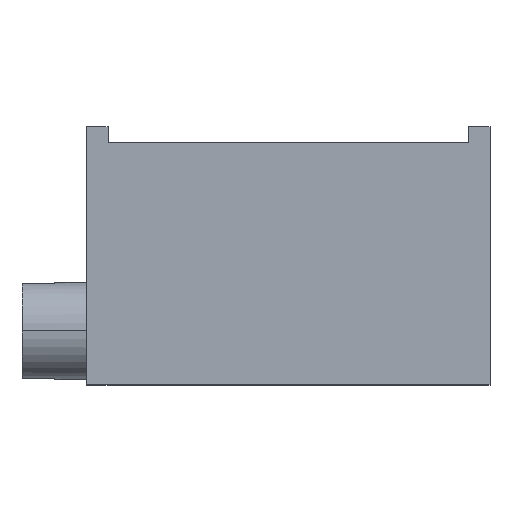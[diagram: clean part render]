
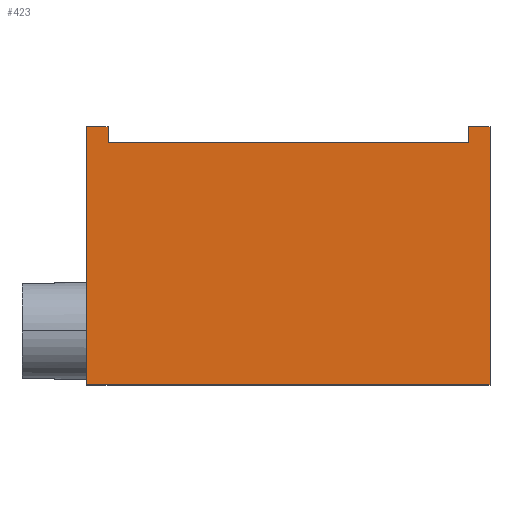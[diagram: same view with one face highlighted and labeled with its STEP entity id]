
A CAD part, top view. The second image highlights one B-rep face of the part: STEP entity #423.
In plain terms, the highlighted planar face has unit normal (0, 0, 1).
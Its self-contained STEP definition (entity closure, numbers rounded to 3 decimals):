
#32 = VERTEX_POINT('',#33);
#33 = CARTESIAN_POINT('',(33.544,95.59,9.634));
#39 = EDGE_CURVE('',#32,#40,#42,.T.);
#40 = VERTEX_POINT('',#41);
#41 = CARTESIAN_POINT('',(25.033,95.59,9.634));
#42 = LINE('',#43,#44);
#43 = CARTESIAN_POINT('',(33.544,95.59,9.634));
#44 = VECTOR('',#45,1.);
#45 = DIRECTION('',(-1.,0.,0.));
#157 = VERTEX_POINT('',#158);
#158 = CARTESIAN_POINT('',(34.051,89.875,9.634));
#166 = EDGE_CURVE('',#167,#157,#169,.T.);
#167 = VERTEX_POINT('',#168);
#168 = CARTESIAN_POINT('',(34.051,95.971,9.634));
#169 = LINE('',#170,#171);
#170 = CARTESIAN_POINT('',(34.051,95.971,9.634));
#171 = VECTOR('',#172,1.);
#172 = DIRECTION('',(0.,-1.,0.));
#254 = VERTEX_POINT('',#255);
#255 = CARTESIAN_POINT('',(24.526,89.875,9.634));
#261 = EDGE_CURVE('',#254,#157,#262,.T.);
#262 = LINE('',#263,#264);
#263 = CARTESIAN_POINT('',(24.526,89.875,9.634));
#264 = VECTOR('',#265,1.);
#265 = DIRECTION('',(1.,0.,0.));
#300 = EDGE_CURVE('',#301,#167,#303,.T.);
#301 = VERTEX_POINT('',#302);
#302 = CARTESIAN_POINT('',(33.544,95.971,9.634));
#303 = LINE('',#304,#305);
#304 = CARTESIAN_POINT('',(33.544,95.971,9.634));
#305 = VECTOR('',#306,1.);
#306 = DIRECTION('',(1.,0.,0.));
#323 = EDGE_CURVE('',#324,#326,#328,.T.);
#324 = VERTEX_POINT('',#325);
#325 = CARTESIAN_POINT('',(24.526,95.971,9.634));
#326 = VERTEX_POINT('',#327);
#327 = CARTESIAN_POINT('',(25.033,95.971,9.634));
#328 = LINE('',#329,#330);
#329 = CARTESIAN_POINT('',(24.526,95.971,9.634));
#330 = VECTOR('',#331,1.);
#331 = DIRECTION('',(1.,0.,0.));
#423 = ADVANCED_FACE('',(#424),#449,.T.);
#424 = FACE_BOUND('',#425,.F.);
#425 = EDGE_LOOP('',(#426,#427,#433,#434,#440,#441,#447,#448));
#426 = ORIENTED_EDGE('',*,*,#261,.F.);
#427 = ORIENTED_EDGE('',*,*,#428,.F.);
#428 = EDGE_CURVE('',#324,#254,#429,.T.);
#429 = LINE('',#430,#431);
#430 = CARTESIAN_POINT('',(24.526,95.971,9.634));
#431 = VECTOR('',#432,1.);
#432 = DIRECTION('',(0.,-1.,0.));
#433 = ORIENTED_EDGE('',*,*,#323,.T.);
#434 = ORIENTED_EDGE('',*,*,#435,.F.);
#435 = EDGE_CURVE('',#40,#326,#436,.T.);
#436 = LINE('',#437,#438);
#437 = CARTESIAN_POINT('',(25.033,95.59,9.634));
#438 = VECTOR('',#439,1.);
#439 = DIRECTION('',(0.,1.,0.));
#440 = ORIENTED_EDGE('',*,*,#39,.F.);
#441 = ORIENTED_EDGE('',*,*,#442,.T.);
#442 = EDGE_CURVE('',#32,#301,#443,.T.);
#443 = LINE('',#444,#445);
#444 = CARTESIAN_POINT('',(33.544,95.59,9.634));
#445 = VECTOR('',#446,1.);
#446 = DIRECTION('',(0.,1.,0.));
#447 = ORIENTED_EDGE('',*,*,#300,.T.);
#448 = ORIENTED_EDGE('',*,*,#166,.T.);
#449 = PLANE('',#450);
#450 = AXIS2_PLACEMENT_3D('',#451,#452,#453);
#451 = CARTESIAN_POINT('',(34.051,95.59,9.634));
#452 = DIRECTION('',(0.,0.,1.));
#453 = DIRECTION('',(-1.,0.,0.));
